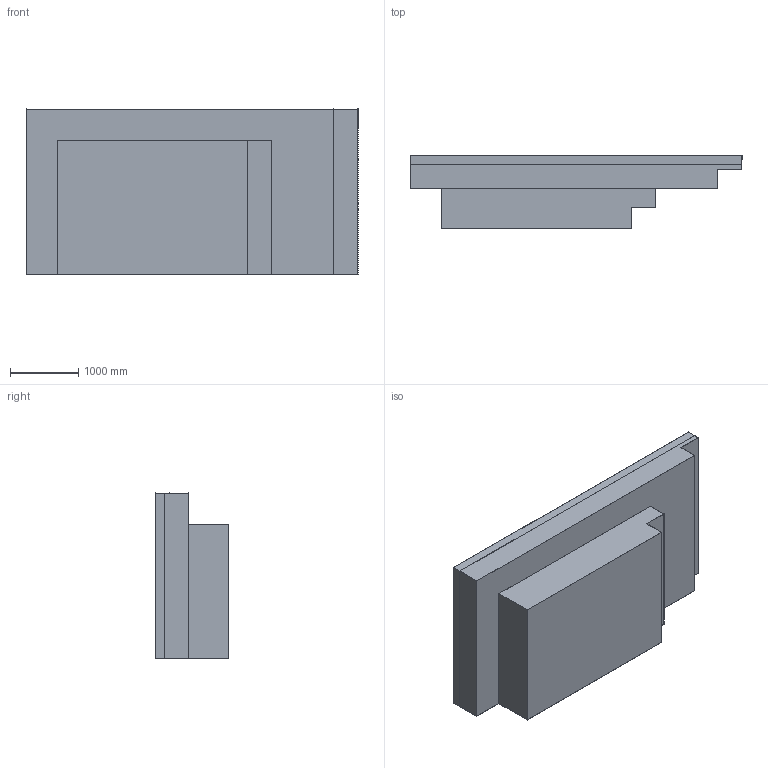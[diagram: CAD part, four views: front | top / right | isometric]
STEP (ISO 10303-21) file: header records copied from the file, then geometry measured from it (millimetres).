
FILE_DESCRIPTION (( 'STEP AP203' ), '1' );
FILE_NAME ('Solidworks_Swimming_Pool.STEP', '2025-09-15T21:26:52', ( '' ), ( '' ), 'SwSTEP 2.0', 'SolidWorks 2023', '' );
FILE_SCHEMA (( 'CONFIG_CONTROL_DESIGN' ));
Length unit declared in the file: inch
Products named in the file (1): Solidworks_Swimming_Pool
Bounding box: 4876.8 x 1066.8 x 2438.4 mm (x, y, z)
Volume: 83265536.6 mm3; surface area: 72687271.4 mm2
Topology: 1 solids, 2 shells, 33 faces, 84 edges, 56 vertices
Faces by surface type: plane 33
Entity records: 1055 total; most frequent: CARTESIAN_POINT 174, ORIENTED_EDGE 168, DIRECTION 152, VECTOR 84, LINE 84, EDGE_CURVE 84, VERTEX_POINT 56, EDGE_LOOP 34
